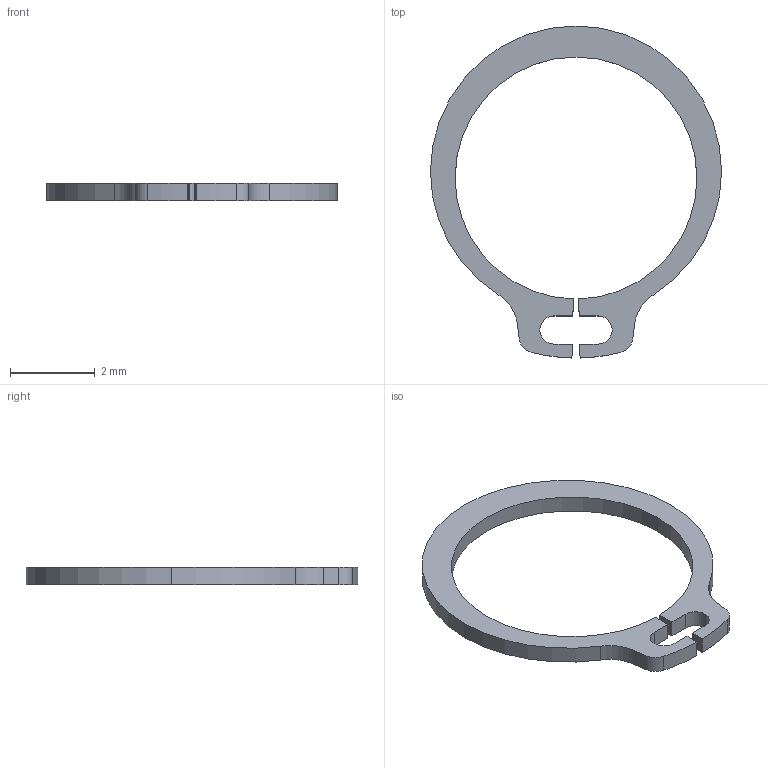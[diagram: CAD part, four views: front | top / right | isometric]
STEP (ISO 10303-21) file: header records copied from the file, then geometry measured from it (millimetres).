
FILE_DESCRIPTION (( 'STEP AP214' ), '1' );
FILE_NAME ('basic external retaining ring_wti.STEP', '2022-01-23T07:59:49', ( '' ), ( '' ), 'SwSTEP 2.0', 'SolidWorks 2021', '' );
FILE_SCHEMA (( 'AUTOMOTIVE_DESIGN' ));
Length unit declared in the file: millimetre
Products named in the file (1): basic external retaining ring_wti
Bounding box: 6.86 x 7.82 x 0.4 mm (x, y, z)
Volume: 5.2 mm3; surface area: 44.5 mm2
Topology: 1 solids, 1 shells, 27 faces, 75 edges, 50 vertices
Faces by surface type: cylinder 15, plane 12
Entity records: 913 total; most frequent: DIRECTION 161, CARTESIAN_POINT 153, ORIENTED_EDGE 150, EDGE_CURVE 75, AXIS2_PLACEMENT_3D 58, VERTEX_POINT 50, VECTOR 45, LINE 45
